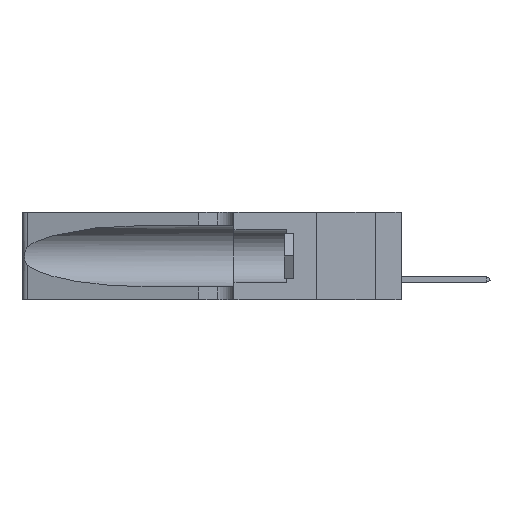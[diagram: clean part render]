
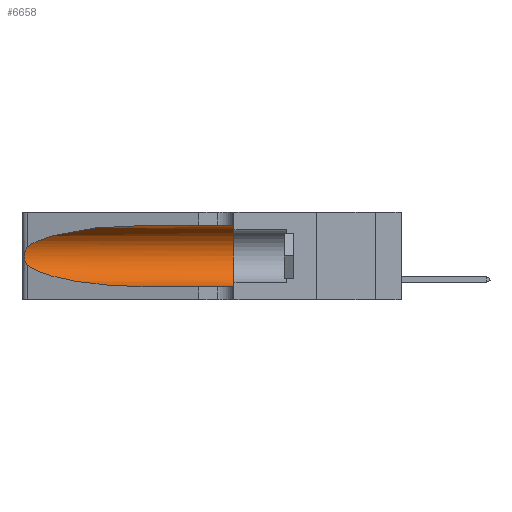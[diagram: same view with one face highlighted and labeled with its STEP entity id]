
A CAD part, left-side view. The second image highlights one B-rep face of the part: STEP entity #6658.
In plain terms, the highlighted cylindrical face has radius 3.308 mm (diameter 6.617 mm), a partial arc.
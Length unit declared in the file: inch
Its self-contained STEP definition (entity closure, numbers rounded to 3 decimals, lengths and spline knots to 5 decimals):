
#796 = LINE ( 'NONE', #31214, #21010 ) ;
#1028 = ORIENTED_EDGE ( 'NONE', *, *, #7747, .F. ) ;
#1880 = CARTESIAN_POINT ( 'NONE',  ( 0.1305, 0.35, 0.185 ) ) ;
#1904 = CARTESIAN_POINT ( 'NONE',  ( 0.25487, 1.22718, 0.14631 ) ) ;
#2042 = CARTESIAN_POINT ( 'NONE',  ( 0.26018, 1.23835, 0.19895 ) ) ;
#2172 = CARTESIAN_POINT ( 'NONE',  ( 0.25789, 1.23486, 0.15765 ) ) ;
#2322 = CARTESIAN_POINT ( 'NONE',  ( 0.25787, 1.23484, 0.2124 ) ) ;
#2862 = VERTEX_POINT ( 'NONE', #29707 ) ;
#3282 = CARTESIAN_POINT ( 'NONE',  ( 0.25854, 1.2359, 0.20912 ) ) ;
#4715 = CARTESIAN_POINT ( 'NONE',  ( 0.2373, 1.15595, 0.28018 ) ) ;
#4856 = CARTESIAN_POINT ( 'NONE',  ( 0.25487, 1.22718, 0.22369 ) ) ;
#4947 = AXIS2_PLACEMENT_3D ( 'NONE', #1880, #19718, #25876 ) ;
#4953 = CARTESIAN_POINT ( 'NONE',  ( 0.25856, 1.23593, 0.16098 ) ) ;
#6493 = EDGE_CURVE ( 'NONE', #30021, #2862, #36191, .T. ) ;
#6496 = VERTEX_POINT ( 'NONE', #16880 ) ;
#6658 = ADVANCED_FACE ( 'NONE', ( #10915 ), #26890, .F. ) ;
#7747 = EDGE_CURVE ( 'NONE', #2862, #6496, #18289, .T. ) ;
#7907 = CARTESIAN_POINT ( 'NONE',  ( 0.2373, 1.15595, 0.08982 ) ) ;
#8286 = EDGE_CURVE ( 'NONE', #31670, #19068, #35188, .T. ) ;
#9359 = ORIENTED_EDGE ( 'NONE', *, *, #10211, .T. ) ;
#9992 = DIRECTION ( 'NONE',  ( 0., -1., 0. ) ) ;
#10106 = CARTESIAN_POINT ( 'NONE',  ( 0.25555, 1.22994, 0.2215 ) ) ;
#10211 = EDGE_CURVE ( 'NONE', #30021, #15921, #12307, .T. ) ;
#10915 = FACE_OUTER_BOUND ( 'NONE', #12845, .T. ) ;
#11750 = EDGE_CURVE ( 'NONE', #15921, #31670, #15949, .T. ) ;
#12307 =( BOUNDED_CURVE ( )  B_SPLINE_CURVE ( 3, ( #28589, #19669, #4715, #4856 ),
 .UNSPECIFIED., .F., .F. ) 
 B_SPLINE_CURVE_WITH_KNOTS ( ( 4, 4 ),
 ( 1.5708, 2.84003 ),
 .UNSPECIFIED. ) 
 CURVE ( )  GEOMETRIC_REPRESENTATION_ITEM ( )  RATIONAL_B_SPLINE_CURVE ( ( 1., 0.87, 0.87, 1. ) ) 
 REPRESENTATION_ITEM ( '' )  );
#12845 = EDGE_LOOP ( 'NONE', ( #9359, #21048, #34686, #13435, #1028, #27846 ) ) ;
#13435 = ORIENTED_EDGE ( 'NONE', *, *, #24398, .T. ) ;
#13838 = DIRECTION ( 'NONE',  ( 0., -1., 0. ) ) ;
#14227 = DIRECTION ( 'NONE',  ( 0., -1., 0. ) ) ;
#14302 = CARTESIAN_POINT ( 'NONE',  ( 0.1305, 0.72297, 0.05475 ) ) ;
#15694 = CARTESIAN_POINT ( 'NONE',  ( 0.1305, 0.72297, 0.31525 ) ) ;
#15921 = VERTEX_POINT ( 'NONE', #25558 ) ;
#15949 = B_SPLINE_CURVE_WITH_KNOTS ( 'NONE', 3,
 ( #27887, #10106, #37985, #2322, #3282, #2042, #36133, #26174, #35060, #4953, #2172, #37831, #20021, #1904 ),
 .UNSPECIFIED., .F., .F.,
 ( 4, 2, 2, 2, 2, 2, 4 ),
 ( 0., 0.00027, 0.00053, 0.00107, 0.0016, 0.00187, 0.00214 ),
 .UNSPECIFIED. ) ;
#16842 = CARTESIAN_POINT ( 'NONE',  ( 0.25487, 1.22718, 0.14631 ) ) ;
#16880 = CARTESIAN_POINT ( 'NONE',  ( 0.1305, 0.35, 0.05475 ) ) ;
#17544 = DIRECTION ( 'NONE',  ( 0., 0., -1. ) ) ;
#18289 = CIRCLE ( 'NONE', #4947, 0.13025 ) ;
#19068 = VERTEX_POINT ( 'NONE', #14302 ) ;
#19424 = CARTESIAN_POINT ( 'NONE',  ( 0.18966, 0.96281, 0.05475 ) ) ;
#19669 = CARTESIAN_POINT ( 'NONE',  ( 0.18966, 0.96281, 0.31525 ) ) ;
#19718 = DIRECTION ( 'NONE',  ( 0., 1., 0. ) ) ;
#20021 = CARTESIAN_POINT ( 'NONE',  ( 0.25555, 1.22993, 0.14849 ) ) ;
#21010 = VECTOR ( 'NONE', #9992, 39.37008 ) ;
#21048 = ORIENTED_EDGE ( 'NONE', *, *, #11750, .T. ) ;
#22407 = CARTESIAN_POINT ( 'NONE',  ( 0.1305, 0.72297, 0.05475 ) ) ;
#24398 = EDGE_CURVE ( 'NONE', #19068, #6496, #796, .T. ) ;
#25558 = CARTESIAN_POINT ( 'NONE',  ( 0.25487, 1.22718, 0.22369 ) ) ;
#25876 = DIRECTION ( 'NONE',  ( 0., 0., 1. ) ) ;
#26003 = AXIS2_PLACEMENT_3D ( 'NONE', #32289, #14227, #17544 ) ;
#26174 = CARTESIAN_POINT ( 'NONE',  ( 0.26075, 1.23896, 0.178 ) ) ;
#26890 = CYLINDRICAL_SURFACE ( 'NONE', #26003, 0.13025 ) ;
#27846 = ORIENTED_EDGE ( 'NONE', *, *, #6493, .F. ) ;
#27887 = CARTESIAN_POINT ( 'NONE',  ( 0.25487, 1.22718, 0.22369 ) ) ;
#28589 = CARTESIAN_POINT ( 'NONE',  ( 0.1305, 0.72297, 0.31525 ) ) ;
#29707 = CARTESIAN_POINT ( 'NONE',  ( 0.1305, 0.35, 0.31525 ) ) ;
#30021 = VERTEX_POINT ( 'NONE', #15694 ) ;
#31214 = CARTESIAN_POINT ( 'NONE',  ( 0.1305, 1.61858, 0.05475 ) ) ;
#31670 = VERTEX_POINT ( 'NONE', #33378 ) ;
#32289 = CARTESIAN_POINT ( 'NONE',  ( 0.1305, 1.61858, 0.185 ) ) ;
#32920 = VECTOR ( 'NONE', #13838, 39.37008 ) ;
#33378 = CARTESIAN_POINT ( 'NONE',  ( 0.25487, 1.22718, 0.14631 ) ) ;
#34360 = CARTESIAN_POINT ( 'NONE',  ( 0.1305, 1.61858, 0.31525 ) ) ;
#34686 = ORIENTED_EDGE ( 'NONE', *, *, #8286, .T. ) ;
#35060 = CARTESIAN_POINT ( 'NONE',  ( 0.26017, 1.23833, 0.17102 ) ) ;
#35188 =( BOUNDED_CURVE ( )  B_SPLINE_CURVE ( 3, ( #16842, #7907, #19424, #22407 ),
 .UNSPECIFIED., .F., .T. ) 
 B_SPLINE_CURVE_WITH_KNOTS ( ( 4, 4 ),
 ( 3.44316, 4.71239 ),
 .UNSPECIFIED. ) 
 CURVE ( )  GEOMETRIC_REPRESENTATION_ITEM ( )  RATIONAL_B_SPLINE_CURVE ( ( 1., 0.87, 0.87, 1. ) ) 
 REPRESENTATION_ITEM ( '' )  );
#36133 = CARTESIAN_POINT ( 'NONE',  ( 0.26075, 1.23896, 0.19203 ) ) ;
#36191 = LINE ( 'NONE', #34360, #32920 ) ;
#37831 = CARTESIAN_POINT ( 'NONE',  ( 0.25639, 1.23186, 0.15144 ) ) ;
#37985 = CARTESIAN_POINT ( 'NONE',  ( 0.25639, 1.23184, 0.21858 ) ) ;
